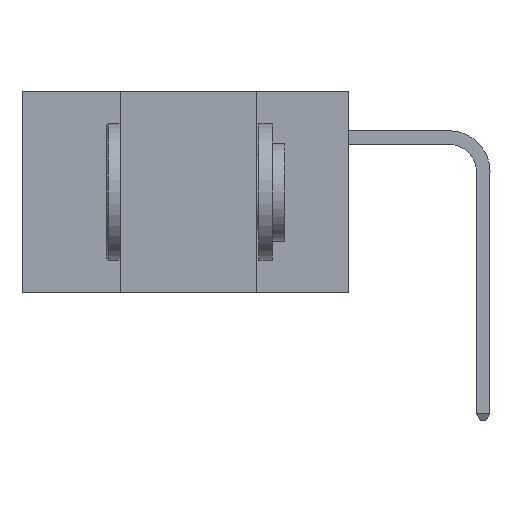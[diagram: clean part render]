
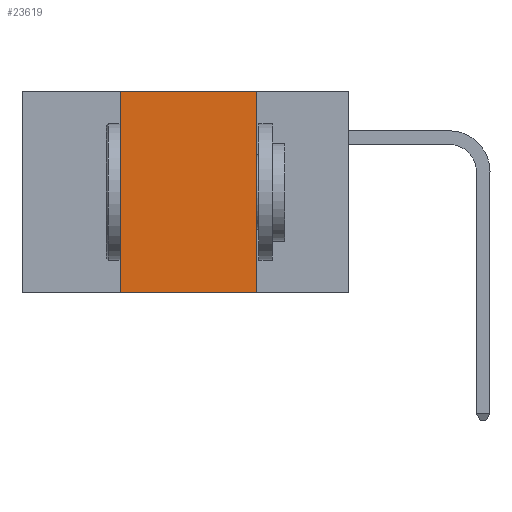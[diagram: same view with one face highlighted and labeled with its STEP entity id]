
A CAD part, left-side view. The second image highlights one B-rep face of the part: STEP entity #23619.
In plain terms, the highlighted planar face has unit normal (-1, 0, 0).
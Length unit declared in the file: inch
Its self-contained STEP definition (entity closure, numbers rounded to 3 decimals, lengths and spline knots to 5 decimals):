
#368 = FACE_OUTER_BOUND ( 'NONE', #34147, .T. ) ;
#645 = EDGE_CURVE ( 'NONE', #5221, #31132, #29031, .T. ) ;
#811 = CARTESIAN_POINT ( 'NONE',  ( 0., 0.17, 0. ) ) ;
#1938 = DIRECTION ( 'NONE',  ( 0., -1., 0. ) ) ;
#3615 = DIRECTION ( 'NONE',  ( 0., 0., -1. ) ) ;
#4937 = LINE ( 'NONE', #5557, #27196 ) ;
#5221 = VERTEX_POINT ( 'NONE', #13896 ) ;
#5557 = CARTESIAN_POINT ( 'NONE',  ( 0., 0.42, 0. ) ) ;
#5881 = EDGE_CURVE ( 'NONE', #34182, #25920, #4937, .T. ) ;
#6745 = VECTOR ( 'NONE', #3615, 39.37008 ) ;
#10443 = LINE ( 'NONE', #15848, #16963 ) ;
#10935 = CARTESIAN_POINT ( 'NONE',  ( 0., 0.42, -0.37 ) ) ;
#12621 = AXIS2_PLACEMENT_3D ( 'NONE', #15905, #35454, #18676 ) ;
#13343 = CARTESIAN_POINT ( 'NONE',  ( 0., 0.42, 0. ) ) ;
#13667 = ORIENTED_EDGE ( 'NONE', *, *, #645, .F. ) ;
#13896 = CARTESIAN_POINT ( 'NONE',  ( 0., 0.17, 0. ) ) ;
#15082 = EDGE_CURVE ( 'NONE', #34182, #31132, #10443, .T. ) ;
#15848 = CARTESIAN_POINT ( 'NONE',  ( 0., 0.6, -0.37 ) ) ;
#15905 = CARTESIAN_POINT ( 'NONE',  ( 0., 0.6, 0. ) ) ;
#16307 = EDGE_CURVE ( 'NONE', #25920, #5221, #33508, .T. ) ;
#16963 = VECTOR ( 'NONE', #1938, 39.37008 ) ;
#18676 = DIRECTION ( 'NONE',  ( 0., 0., -1. ) ) ;
#20773 = CARTESIAN_POINT ( 'NONE',  ( 0., 0.17, -0.37 ) ) ;
#23619 = ADVANCED_FACE ( 'NONE', ( #368 ), #32665, .F. ) ;
#25444 = ORIENTED_EDGE ( 'NONE', *, *, #5881, .F. ) ;
#25920 = VERTEX_POINT ( 'NONE', #13343 ) ;
#26014 = VECTOR ( 'NONE', #27234, 39.37008 ) ;
#27196 = VECTOR ( 'NONE', #33532, 39.37008 ) ;
#27234 = DIRECTION ( 'NONE',  ( 0., -1., 0. ) ) ;
#29031 = LINE ( 'NONE', #811, #6745 ) ;
#29949 = CARTESIAN_POINT ( 'NONE',  ( 0., 0.6, 0. ) ) ;
#31132 = VERTEX_POINT ( 'NONE', #20773 ) ;
#31405 = ORIENTED_EDGE ( 'NONE', *, *, #15082, .T. ) ;
#32665 = PLANE ( 'NONE',  #12621 ) ;
#33508 = LINE ( 'NONE', #29949, #26014 ) ;
#33532 = DIRECTION ( 'NONE',  ( 0., 0., 1. ) ) ;
#33533 = ORIENTED_EDGE ( 'NONE', *, *, #16307, .F. ) ;
#34147 = EDGE_LOOP ( 'NONE', ( #13667, #33533, #25444, #31405 ) ) ;
#34182 = VERTEX_POINT ( 'NONE', #10935 ) ;
#35454 = DIRECTION ( 'NONE',  ( 1., 0., 0. ) ) ;
